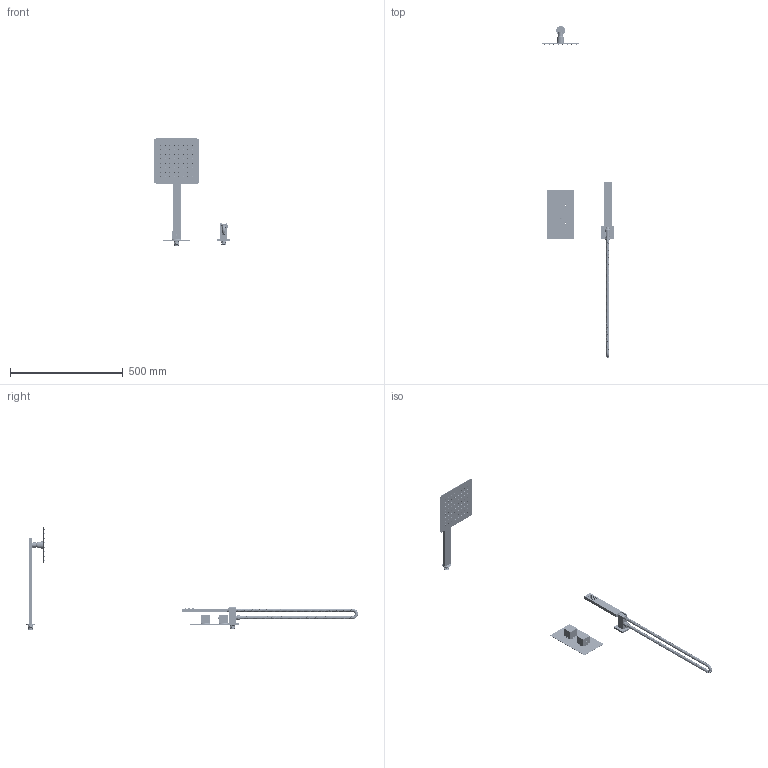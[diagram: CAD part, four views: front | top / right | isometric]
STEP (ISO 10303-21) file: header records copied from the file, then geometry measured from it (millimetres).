
FILE_DESCRIPTION (( 'STEP AP214' ), '1' );
FILE_NAME ('TOSP01_Step_v10822.STEP', '2022-08-16T13:35:44', ( '' ), ( '' ), 'SwSTEP 2.0', 'SolidWorks 2019', '' );
FILE_SCHEMA (( 'AUTOMOTIVE_DESIGN' ));
Length unit declared in the file: millimetre
Products named in the file (13): KT019 - KT020; Handset connector hex; TO230-TO230.MB_Slim handset_v10718; TO234-TO234.MB_ASM_V10718; Hose straight_long; TOSP01_Step_v10822; Hose straight_long +16; Handset connector; Hose Bend_small; TO223; TO229-TO229.MB_Shower Arm_v10718; TO234-TO234.MB_Shower Base Plate_v10718; TO234-TO234.MB_S. Outlet & Holder_v10718
Assembly tree (12 placements, depth 3):
  TOSP01_Step_v10822
    TO234-TO234.MB_ASM_V10718
      TO234-TO234.MB_Shower Base Plate_v10718
      TO234-TO234.MB_S. Outlet & Holder_v10718
    TO230-TO230.MB_Slim handset_v10718
    KT019 - KT020
    TO229-TO229.MB_Shower Arm_v10718
    TO223
    Handset connector hex
    Handset connector
    Hose straight_long +16
    Hose straight_long
    Hose Bend_small
Bounding box: 336.61 x 1470.78 x 474.5 mm (x, y, z)
Volume: 593348.5 mm3; surface area: 443650.3 mm2
Topology: 21 solids, 21 shells, 2137 faces, 5724 edges, 3732 vertices
Faces by surface type: cylinder 1340, plane 491, cone 144, bspline 59, sphere 55, torus 48
Entity records: 181310 total; most frequent: CARTESIAN_POINT 122667, ORIENTED_EDGE 11328, DIRECTION 8734, EDGE_CURVE 5664, VERTEX_POINT 3727, AXIS2_PLACEMENT_3D 3206, EDGE_LOOP 2447, LINE 2322
